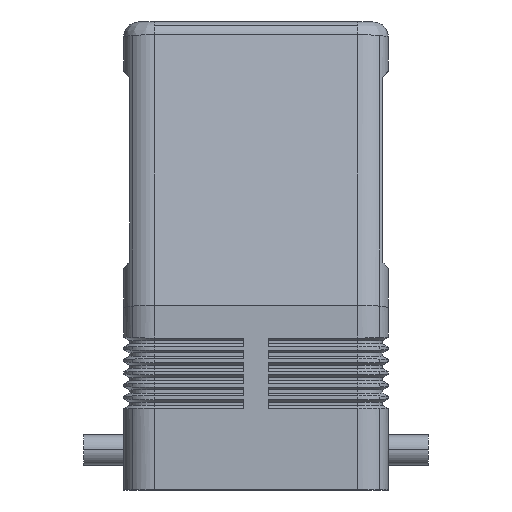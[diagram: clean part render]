
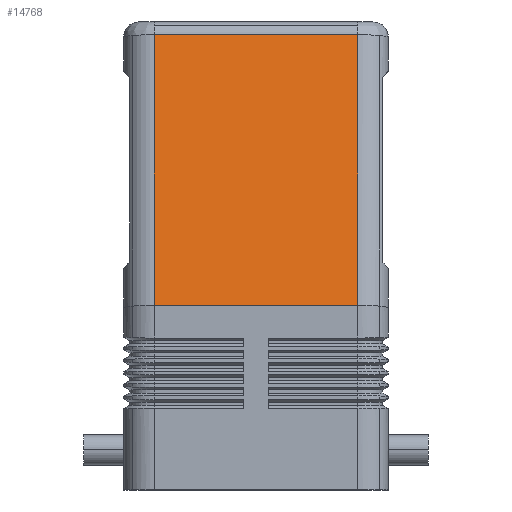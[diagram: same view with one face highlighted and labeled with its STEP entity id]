
A CAD part, left-side view. The second image highlights one B-rep face of the part: STEP entity #14768.
In plain terms, the highlighted planar face has unit normal (-0.985, 0, 0.174).
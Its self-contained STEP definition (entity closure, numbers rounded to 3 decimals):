
#11186=CARTESIAN_POINT('',(-59.476,-16.5,30.0));
#11187=VERTEX_POINT('',#11186);
#11194=CARTESIAN_POINT('',(-59.476,16.5,30.0));
#11195=VERTEX_POINT('',#11194);
#11196=CARTESIAN_POINT('',(-59.476,-16.5,30.0));
#11197=DIRECTION('',(0.0,1.0,0.0));
#11198=VECTOR('',#11197,33.0);
#11199=LINE('',#11196,#11198);
#11200=EDGE_CURVE('',#11187,#11195,#11199,.T.);
#13989=CARTESIAN_POINT('',(-51.73,16.5,73.934));
#13990=VERTEX_POINT('',#13989);
#13991=CARTESIAN_POINT('',(-59.476,16.5,30.0));
#13992=DIRECTION('',(0.174,0.0,0.985));
#13993=VECTOR('',#13992,44.612);
#13994=LINE('',#13991,#13993);
#13995=EDGE_CURVE('',#11195,#13990,#13994,.T.);
#14025=CARTESIAN_POINT('',(-51.73,-16.5,73.934));
#14026=VERTEX_POINT('',#14025);
#14034=CARTESIAN_POINT('',(-51.73,-16.5,73.934));
#14035=DIRECTION('',(-0.174,0.0,-0.985));
#14036=VECTOR('',#14035,44.612);
#14037=LINE('',#14034,#14036);
#14038=EDGE_CURVE('',#14026,#11187,#14037,.T.);
#14407=CARTESIAN_POINT('',(-51.73,16.5,73.934));
#14408=DIRECTION('',(0.0,-1.0,0.0));
#14409=VECTOR('',#14408,33.0);
#14410=LINE('',#14407,#14409);
#14411=EDGE_CURVE('',#13990,#14026,#14410,.T.);
#14757=CARTESIAN_POINT('',(-51.365,0.0,76.0));
#14758=DIRECTION('',(-0.985,0.0,0.174));
#14759=DIRECTION('',(0.174,0.0,0.985));
#14760=AXIS2_PLACEMENT_3D('',#14757,#14758,#14759);
#14761=PLANE('',#14760);
#14762=ORIENTED_EDGE('',*,*,#14411,.F.);
#14763=ORIENTED_EDGE('',*,*,#13995,.F.);
#14764=ORIENTED_EDGE('',*,*,#11200,.F.);
#14765=ORIENTED_EDGE('',*,*,#14038,.F.);
#14766=EDGE_LOOP('',(#14762,#14763,#14764,#14765));
#14767=FACE_OUTER_BOUND('',#14766,.T.);
#14768=ADVANCED_FACE('',(#14767),#14761,.T.);
